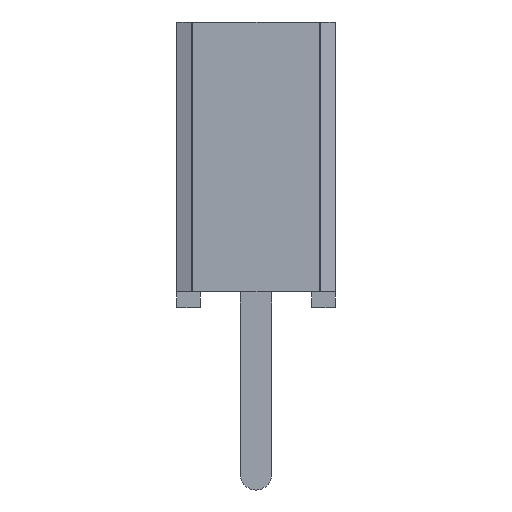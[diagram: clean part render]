
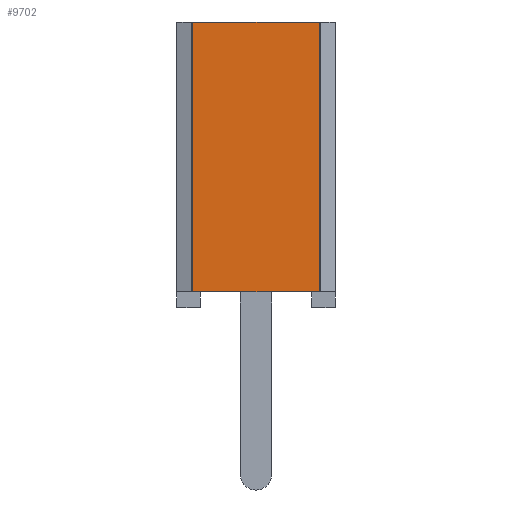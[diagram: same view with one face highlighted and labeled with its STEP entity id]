
A CAD part, left-side view. The second image highlights one B-rep face of the part: STEP entity #9702.
In plain terms, the highlighted planar face has unit normal (-1, 0, 0).
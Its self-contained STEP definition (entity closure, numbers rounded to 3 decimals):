
#9702 = ADVANCED_FACE('',(#9703),#9737,.F.);
#9703 = FACE_BOUND('',#9704,.T.);
#9704 = EDGE_LOOP('',(#9705,#9715,#9723,#9731));
#9705 = ORIENTED_EDGE('',*,*,#9706,.T.);
#9706 = EDGE_CURVE('',#9707,#9709,#9711,.T.);
#9707 = VERTEX_POINT('',#9708);
#9708 = CARTESIAN_POINT('',(-26.784,1.026,4.572));
#9709 = VERTEX_POINT('',#9710);
#9710 = CARTESIAN_POINT('',(-26.784,1.026,0.254));
#9711 = LINE('',#9712,#9713);
#9712 = CARTESIAN_POINT('',(-26.784,1.026,4.572));
#9713 = VECTOR('',#9714,1.);
#9714 = DIRECTION('',(0.,0.,-1.));
#9715 = ORIENTED_EDGE('',*,*,#9716,.T.);
#9716 = EDGE_CURVE('',#9709,#9717,#9719,.T.);
#9717 = VERTEX_POINT('',#9718);
#9718 = CARTESIAN_POINT('',(-26.784,-1.026,0.254));
#9719 = LINE('',#9720,#9721);
#9720 = CARTESIAN_POINT('',(-26.784,0.889,0.254));
#9721 = VECTOR('',#9722,1.);
#9722 = DIRECTION('',(0.,-1.,0.));
#9723 = ORIENTED_EDGE('',*,*,#9724,.T.);
#9724 = EDGE_CURVE('',#9717,#9725,#9727,.T.);
#9725 = VERTEX_POINT('',#9726);
#9726 = CARTESIAN_POINT('',(-26.784,-1.026,4.572));
#9727 = LINE('',#9728,#9729);
#9728 = CARTESIAN_POINT('',(-26.784,-1.026,4.572));
#9729 = VECTOR('',#9730,1.);
#9730 = DIRECTION('',(0.,0.,1.));
#9731 = ORIENTED_EDGE('',*,*,#9732,.F.);
#9732 = EDGE_CURVE('',#9707,#9725,#9733,.T.);
#9733 = LINE('',#9734,#9735);
#9734 = CARTESIAN_POINT('',(-26.784,1.27,4.572));
#9735 = VECTOR('',#9736,1.);
#9736 = DIRECTION('',(0.,-1.,0.));
#9737 = PLANE('',#9738);
#9738 = AXIS2_PLACEMENT_3D('',#9739,#9740,#9741);
#9739 = CARTESIAN_POINT('',(-26.784,1.27,4.572));
#9740 = DIRECTION('',(1.,0.,0.));
#9741 = DIRECTION('',(0.,1.,0.));
